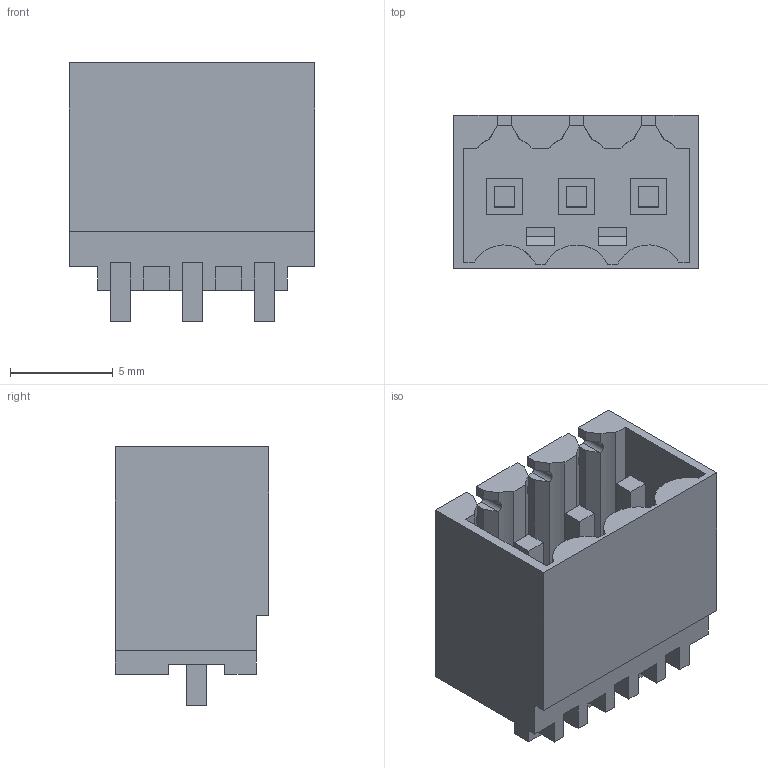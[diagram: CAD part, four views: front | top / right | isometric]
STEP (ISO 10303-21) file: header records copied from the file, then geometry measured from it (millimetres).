
FILE_DESCRIPTION(('CATIA V5 STEP Exchange','CAx-IF Rec.Pracs.--- Model Styling and Organization---1.2---2011-12-15'),'2;1');
FILE_NAME ('D1455464_0_1752992001_1752992001.stp','2018-03-13T10:49:48+00:00',('none'),('Weidmueller'),'CATIA Version 5-6 Release 2014','CATIA V5 STEP AP214','none');
FILE_SCHEMA(('AUTOMOTIVE_DESIGN { 1 0 10303 214 1 1 1 1 }'));
Length unit declared in the file: millimetre
Products named in the file (1): 1752992001
Bounding box: 11.9 x 7.45 x 12.55 mm (x, y, z)
Volume: 407 mm3; surface area: 1204.4 mm2
Topology: 4 solids, 4 shells, 225 faces, 642 edges, 430 vertices
Faces by surface type: plane 204, cylinder 21
Entity records: 7558 total; most frequent: CARTESIAN_POINT 1516, ORIENTED_EDGE 1284, DIRECTION 1047, EDGE_CURVE 642, VECTOR 588, LINE 588, VERTEX_POINT 430, EDGE_LOOP 236
